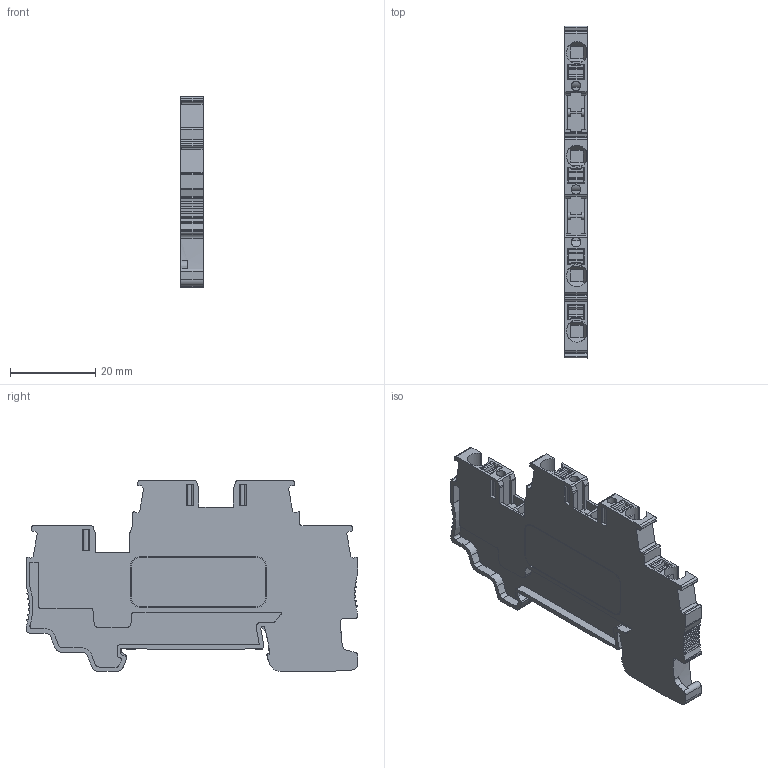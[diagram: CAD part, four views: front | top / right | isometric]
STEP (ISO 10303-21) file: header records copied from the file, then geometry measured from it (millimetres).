
FILE_DESCRIPTION(('STEP AP203'), '1');
FILE_NAME('MTP-D2.5PE_3D', '2024-10-01T13:08:26', ('砐錪賧瘔蠈錪 Windows'), (''), 'C3D Converter', 'C3D Toolkit', '');
FILE_SCHEMA(('CONFIG_CONTROL_DESIGN'));
Length unit declared in the file: millimetre
Bounding box: 5.2 x 78 x 44.8 mm (x, y, z)
Volume: 11159.9 mm3; surface area: 8268.1 mm2
Topology: 1 solids, 1 shells, 2122 faces, 6169 edges, 4090 vertices
Faces by surface type: plane 1873, cylinder 248, cone 1
Full cylindrical faces by diameter (mm): 1 x1, 2.2 x3, 2.4 x1, 2.6 x1
Entity records: 86889 total; most frequent: CARTESIAN_POINT 13518, ORIENTED_EDGE 12324, DIRECTION 10852, EDGE_CURVE 6162, LINE 5588, VECTOR 5588, VERTEX_POINT 4090, AXIS2_PLACEMENT_3D 2632
